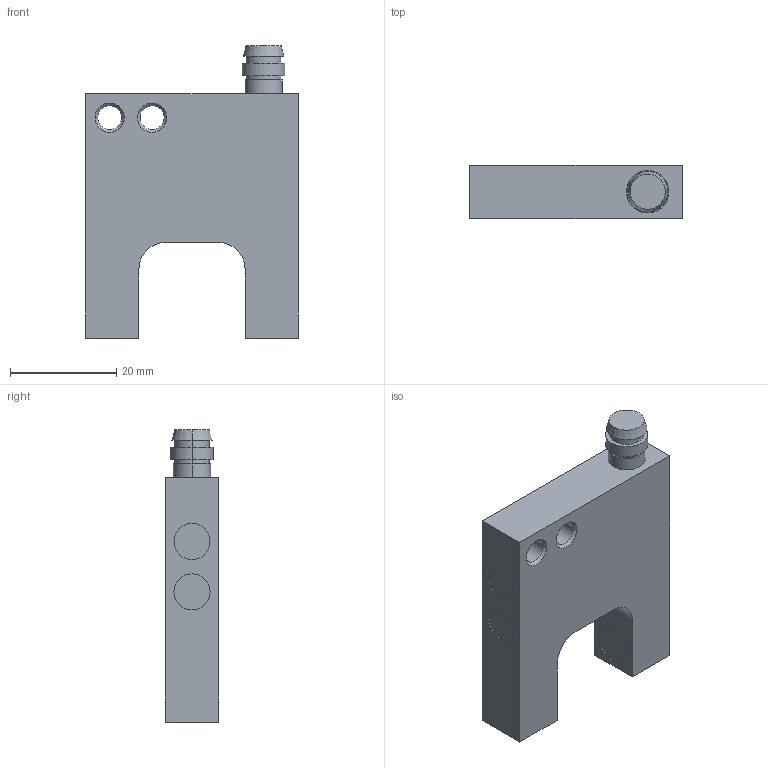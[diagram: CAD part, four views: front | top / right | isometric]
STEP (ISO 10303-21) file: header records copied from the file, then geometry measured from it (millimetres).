
FILE_DESCRIPTION((''),'2;1');
FILE_NAME('DB008861_2D-BASIS_GL20_CAD2467','2016-11-10T',('pfolte'),(''),'PRO/ENGINEER BY PARAMETRIC TECHNOLOGY CORPORATION, 2015440','PRO/ENGINEER BY PARAMETRIC TECHNOLOGY CORPORATION, 2015440','');
FILE_SCHEMA(('CONFIG_CONTROL_DESIGN'));
Length unit declared in the file: millimetre
Products named in the file (1): DB008861_2D-BASIS_GL20_CAD2467
Bounding box: 40 x 10 x 55 mm (x, y, z)
Volume: 14928.5 mm3; surface area: 5483.1 mm2
Topology: 1 solids, 1 shells, 51 faces, 112 edges, 72 vertices
Faces by surface type: cylinder 22, plane 19, cone 10
Entity records: 2106 total; most frequent: DIRECTION 270, CARTESIAN_POINT 235, ORIENTED_EDGE 224, EDGE_CURVE 112, AXIS2_PLACEMENT_3D 107, FILL_AREA_STYLE_COLOUR 99, FILL_AREA_STYLE 99, SURFACE_STYLE_FILL_AREA 99
